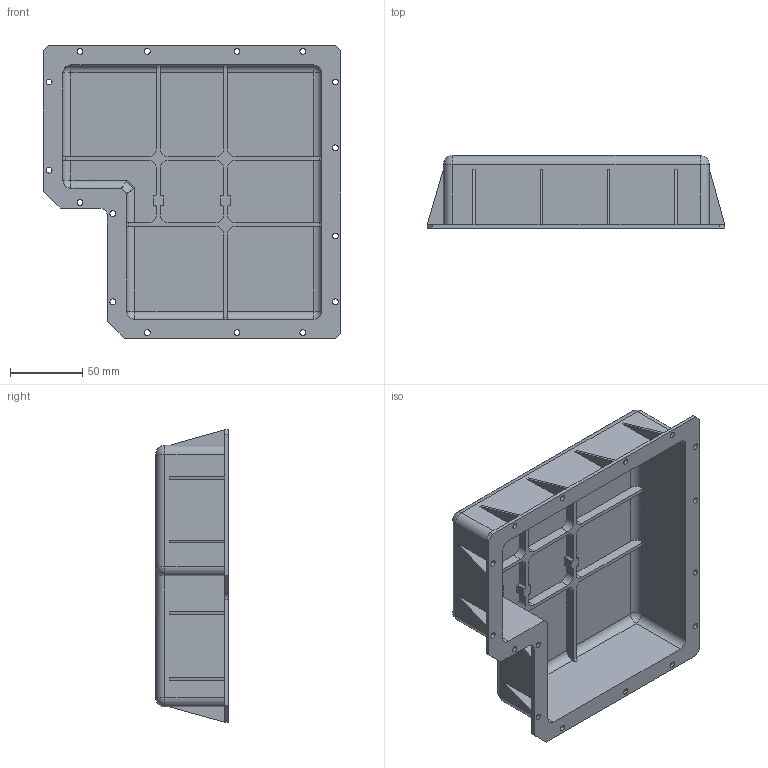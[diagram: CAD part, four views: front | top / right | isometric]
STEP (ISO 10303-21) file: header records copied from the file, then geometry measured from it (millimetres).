
FILE_DESCRIPTION(/* description */ (''),/* implementation_level */ '2;1');
FILE_NAME(/* name */ '2004900-exact-COVER,REAR.step',/* time_stamp */ '2019-04-03T18:18:58-05:00',/* author */ (''),/* organization */ (''),/* preprocessor_version */ 'ST-DEVELOPER v17.2',/* originating_system */ 'Autodesk Translation Framework v7.6.0.251',/* authorisation */ '');
FILE_SCHEMA (('AUTOMOTIVE_DESIGN { 1 0 10303 214 3 1 1 }'));
Length unit declared in the file: inch
Products named in the file (2): 2004900-exact-COVER,REAR; Component1
Assembly tree (1 placements, depth 2):
  2004900-exact-COVER,REAR
    Component1
Bounding box: 206.62 x 50.42 x 203.07 mm (x, y, z)
Volume: 169359.4 mm3; surface area: 156116.8 mm2
Topology: 1 solids, 1 shells, 217 faces, 580 edges, 367 vertices
Faces by surface type: plane 130, cylinder 75, sphere 10, bspline 2
Full cylindrical faces by diameter (mm): 4.089 x16
Entity records: 6952 total; most frequent: CARTESIAN_POINT 1320, ORIENTED_EDGE 1160, DIRECTION 1158, EDGE_CURVE 580, LINE 428, VECTOR 428, VERTEX_POINT 367, AXIS2_PLACEMENT_3D 365
